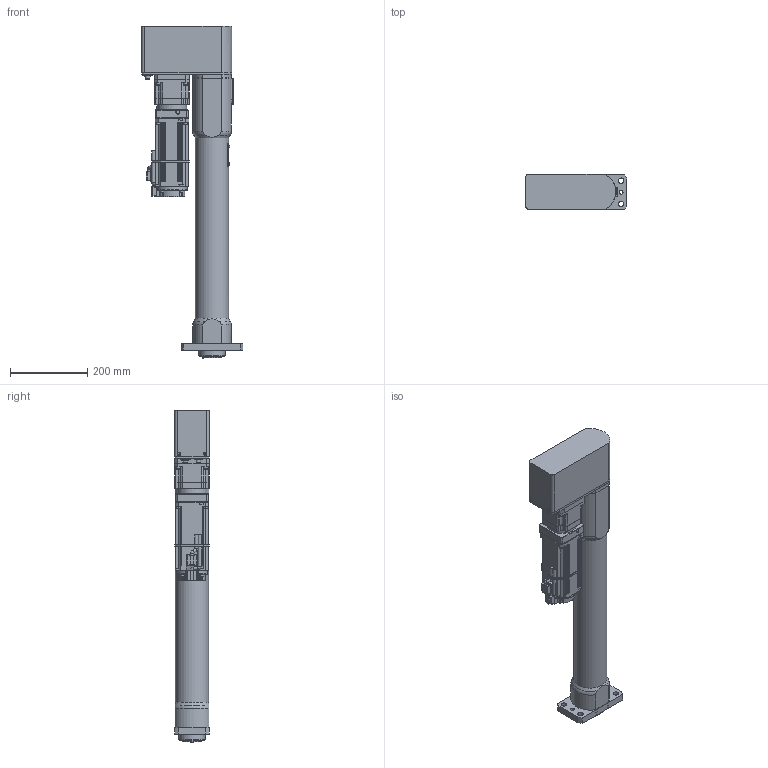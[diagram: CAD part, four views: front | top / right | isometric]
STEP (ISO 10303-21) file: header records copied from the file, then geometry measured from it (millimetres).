
FILE_DESCRIPTION(/* description */ (''),/* implementation_level */ '2;1');
FILE_NAME(/* name */ 'DPS-301R4J-40FB-CE-X(17P-21023)_20230714.stp',/* time_stamp */ '2023-07-14T09:13:20+09:00',/* author */ ('y-mizuno'),/* organization */ (''),/* preprocessor_version */ 'ST-DEVELOPER v19.2',/* originating_system */ 'Autodesk Inventor 2023',/* authorisation */ '');
FILE_SCHEMA (('CONFIG_CONTROL_DESIGN'));
Products named in the file (1): DPS-301R4J-40FB-CE-X(17P-21023)_20230714
Bounding box: 263.5 x 90 x 860 mm (x, y, z)
Volume: 9292449.9 mm3; surface area: 569368.1 mm2
Topology: 1 solids, 33 shells, 1806 faces, 4807 edges, 3086 vertices
Faces by surface type: plane 1019, cylinder 513, cone 143, torus 118, bspline 8, sphere 5
Full cylindrical faces by diameter (mm): 2.459 x1, 3 x7, 3.1 x1, 3.242 x1, 4 x5, 4.2 x6, 4.5 x2, 4.917 x10, 5 x3, 5.5 x10, 6 x2, 6.647 x4, 7 x6, 7.5 x4, 8 x18, 8.5 x9, 9 x8, 9.5 x6, 10 x6, 10.6 x2, 11 x2, 12 x2, 12.7 x1, 13 x8, 14 x12, 16 x1, 18 x1, 24 x1, 32 x1, 50 x2
Entity records: 59721 total; most frequent: CARTESIAN_POINT 12638, ORIENTED_EDGE 9538, DIRECTION 9504, EDGE_CURVE 4769, AXIS2_PLACEMENT_3D 3404, VERTEX_POINT 3086, LINE 2696, VECTOR 2696
